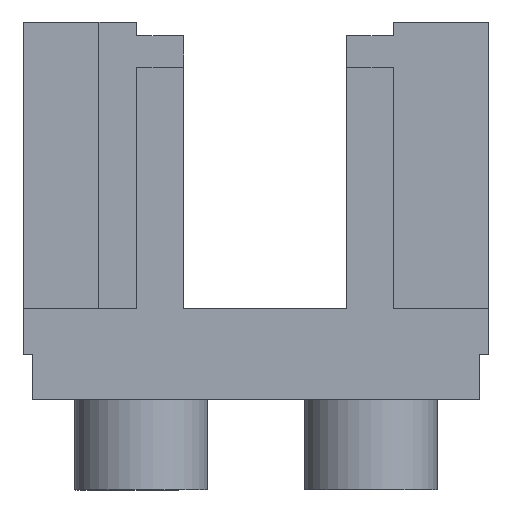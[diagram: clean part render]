
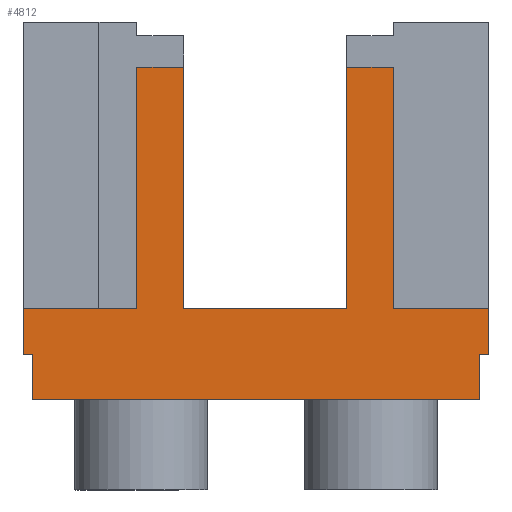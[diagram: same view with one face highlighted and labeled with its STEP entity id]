
A CAD part, front view. The second image highlights one B-rep face of the part: STEP entity #4812.
In plain terms, the highlighted planar face has unit normal (0, -1, 0).
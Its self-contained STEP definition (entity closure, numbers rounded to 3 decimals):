
#1308=CARTESIAN_POINT('',(7.7,-86.87,4.5));
#1309=VERTEX_POINT('',#1308);
#1316=CARTESIAN_POINT('',(7.4,-86.87,4.5));
#1317=VERTEX_POINT('',#1316);
#1318=CARTESIAN_POINT('',(7.4,-86.87,4.5));
#1319=DIRECTION('',(1.0,0.0,0.0));
#1320=VECTOR('',#1319,0.3);
#1321=LINE('',#1318,#1320);
#1322=EDGE_CURVE('',#1317,#1309,#1321,.T.);
#3177=CARTESIAN_POINT('',(4.55,-86.87,6.));
#3178=VERTEX_POINT('',#3177);
#3179=CARTESIAN_POINT('',(4.55,-86.87,14.));
#3180=VERTEX_POINT('',#3179);
#3181=CARTESIAN_POINT('',(4.55,-86.87,6.));
#3182=DIRECTION('',(0.0,0.0,1.0));
#3183=VECTOR('',#3182,8.0);
#3184=LINE('',#3181,#3183);
#3185=EDGE_CURVE('',#3178,#3180,#3184,.T.);
#3346=CARTESIAN_POINT('',(3.,-86.87,14.));
#3347=VERTEX_POINT('',#3346);
#3354=CARTESIAN_POINT('',(3.,-86.87,14.));
#3355=DIRECTION('',(1.0,0.0,0.0));
#3356=VECTOR('',#3355,1.55);
#3357=LINE('',#3354,#3356);
#3358=EDGE_CURVE('',#3347,#3180,#3357,.T.);
#3424=CARTESIAN_POINT('',(3.,-86.87,6.));
#3425=VERTEX_POINT('',#3424);
#3432=CARTESIAN_POINT('',(3.,-86.87,14.));
#3433=DIRECTION('',(0.0,0.0,-1.0));
#3434=VECTOR('',#3433,8.0);
#3435=LINE('',#3432,#3434);
#3436=EDGE_CURVE('',#3347,#3425,#3435,.T.);
#3500=CARTESIAN_POINT('',(-2.4,-86.87,6.));
#3501=VERTEX_POINT('',#3500);
#3508=CARTESIAN_POINT('',(3.,-86.87,6.));
#3509=DIRECTION('',(-1.0,0.0,0.0));
#3510=VECTOR('',#3509,5.4);
#3511=LINE('',#3508,#3510);
#3512=EDGE_CURVE('',#3425,#3501,#3511,.T.);
#4170=CARTESIAN_POINT('',(-7.7,-86.87,6.));
#4171=VERTEX_POINT('',#4170);
#4178=CARTESIAN_POINT('',(-3.95,-86.87,6.));
#4179=VERTEX_POINT('',#4178);
#4180=CARTESIAN_POINT('',(-3.95,-86.87,6.));
#4181=DIRECTION('',(-1.0,0.,0.0));
#4182=VECTOR('',#4181,3.75);
#4183=LINE('',#4180,#4182);
#4184=EDGE_CURVE('',#4179,#4171,#4183,.T.);
#4271=CARTESIAN_POINT('',(-3.95,-86.87,14.));
#4272=VERTEX_POINT('',#4271);
#4273=CARTESIAN_POINT('',(-3.95,-86.87,14.));
#4274=DIRECTION('',(0.0,0.0,-1.0));
#4275=VECTOR('',#4274,8.0);
#4276=LINE('',#4273,#4275);
#4277=EDGE_CURVE('',#4272,#4179,#4276,.T.);
#4383=CARTESIAN_POINT('',(-2.4,-86.87,14.));
#4384=VERTEX_POINT('',#4383);
#4385=CARTESIAN_POINT('',(-3.95,-86.87,14.));
#4386=DIRECTION('',(1.0,0.0,0.0));
#4387=VECTOR('',#4386,1.55);
#4388=LINE('',#4385,#4387);
#4389=EDGE_CURVE('',#4272,#4384,#4388,.T.);
#4481=CARTESIAN_POINT('',(-2.4,-86.87,6.));
#4482=DIRECTION('',(0.0,0.0,1.0));
#4483=VECTOR('',#4482,8.0);
#4484=LINE('',#4481,#4483);
#4485=EDGE_CURVE('',#3501,#4384,#4484,.T.);
#4715=CARTESIAN_POINT('',(7.7,-86.87,6.));
#4716=VERTEX_POINT('',#4715);
#4723=CARTESIAN_POINT('',(7.7,-86.87,4.5));
#4724=DIRECTION('',(0.0,0.0,1.0));
#4725=VECTOR('',#4724,1.5);
#4726=LINE('',#4723,#4725);
#4727=EDGE_CURVE('',#1309,#4716,#4726,.T.);
#4746=CARTESIAN_POINT('',(7.7,-86.87,6.));
#4747=DIRECTION('',(-1.0,0.0,0.0));
#4748=VECTOR('',#4747,3.15);
#4749=LINE('',#4746,#4748);
#4750=EDGE_CURVE('',#4716,#3178,#4749,.T.);
#4756=CARTESIAN_POINT('',(-7.7,-86.87,8.5));
#4757=DIRECTION('',(0.0,-1.0,0.0));
#4758=DIRECTION('',(1.0,0.0,0.0));
#4759=AXIS2_PLACEMENT_3D('',#4756,#4757,#4758);
#4760=PLANE('',#4759);
#4761=ORIENTED_EDGE('',*,*,#4750,.T.);
#4762=ORIENTED_EDGE('',*,*,#3185,.T.);
#4763=ORIENTED_EDGE('',*,*,#3358,.F.);
#4764=ORIENTED_EDGE('',*,*,#3436,.T.);
#4765=ORIENTED_EDGE('',*,*,#3512,.T.);
#4766=ORIENTED_EDGE('',*,*,#4485,.T.);
#4767=ORIENTED_EDGE('',*,*,#4389,.F.);
#4768=ORIENTED_EDGE('',*,*,#4277,.T.);
#4769=ORIENTED_EDGE('',*,*,#4184,.T.);
#4770=CARTESIAN_POINT('',(-7.7,-86.87,4.5));
#4771=VERTEX_POINT('',#4770);
#4772=CARTESIAN_POINT('',(-7.7,-86.87,6.));
#4773=DIRECTION('',(0.0,0.0,-1.0));
#4774=VECTOR('',#4773,1.5);
#4775=LINE('',#4772,#4774);
#4776=EDGE_CURVE('',#4171,#4771,#4775,.T.);
#4777=ORIENTED_EDGE('',*,*,#4776,.T.);
#4778=CARTESIAN_POINT('',(-7.4,-86.87,4.5));
#4779=VERTEX_POINT('',#4778);
#4780=CARTESIAN_POINT('',(-7.7,-86.87,4.5));
#4781=DIRECTION('',(1.0,0.0,0.0));
#4782=VECTOR('',#4781,0.3);
#4783=LINE('',#4780,#4782);
#4784=EDGE_CURVE('',#4771,#4779,#4783,.T.);
#4785=ORIENTED_EDGE('',*,*,#4784,.T.);
#4786=CARTESIAN_POINT('',(-7.4,-86.87,3.));
#4787=VERTEX_POINT('',#4786);
#4788=CARTESIAN_POINT('',(-7.4,-86.87,4.5));
#4789=DIRECTION('',(0.0,0.0,-1.0));
#4790=VECTOR('',#4789,1.5);
#4791=LINE('',#4788,#4790);
#4792=EDGE_CURVE('',#4779,#4787,#4791,.T.);
#4793=ORIENTED_EDGE('',*,*,#4792,.T.);
#4794=CARTESIAN_POINT('',(7.4,-86.87,3.));
#4795=VERTEX_POINT('',#4794);
#4796=CARTESIAN_POINT('',(-7.4,-86.87,3.));
#4797=DIRECTION('',(1.0,0.0,0.0));
#4798=VECTOR('',#4797,14.8);
#4799=LINE('',#4796,#4798);
#4800=EDGE_CURVE('',#4787,#4795,#4799,.T.);
#4801=ORIENTED_EDGE('',*,*,#4800,.T.);
#4802=CARTESIAN_POINT('',(7.4,-86.87,3.));
#4803=DIRECTION('',(0.0,0.0,1.0));
#4804=VECTOR('',#4803,1.5);
#4805=LINE('',#4802,#4804);
#4806=EDGE_CURVE('',#4795,#1317,#4805,.T.);
#4807=ORIENTED_EDGE('',*,*,#4806,.T.);
#4808=ORIENTED_EDGE('',*,*,#1322,.T.);
#4809=ORIENTED_EDGE('',*,*,#4727,.T.);
#4810=EDGE_LOOP('',(#4761,#4762,#4763,#4764,#4765,#4766,#4767,#4768,#4769,#4777,#4785,#4793,#4801,#4807,#4808,#4809));
#4811=FACE_OUTER_BOUND('',#4810,.T.);
#4812=ADVANCED_FACE('',(#4811),#4760,.T.);
